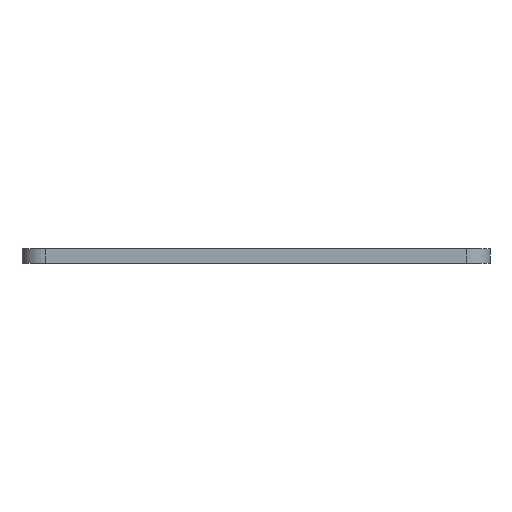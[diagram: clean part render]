
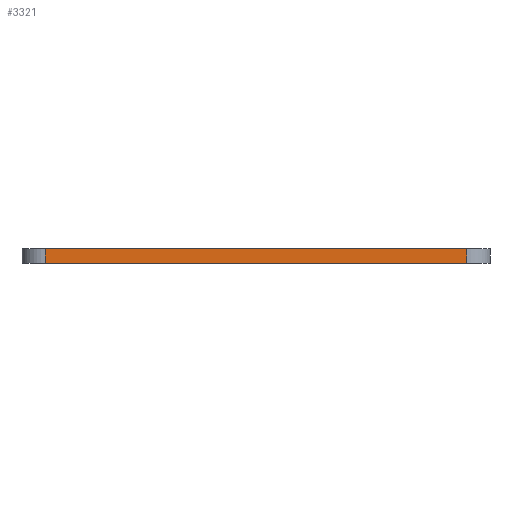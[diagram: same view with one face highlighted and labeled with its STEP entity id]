
A CAD part, front view. The second image highlights one B-rep face of the part: STEP entity #3321.
In plain terms, the highlighted planar face has unit normal (0, -1, 0).
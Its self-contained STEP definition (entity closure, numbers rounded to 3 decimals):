
#83 = PLANE('',#84);
#84 = AXIS2_PLACEMENT_3D('',#85,#86,#87);
#85 = CARTESIAN_POINT('',(148.442,-105.004,1.6));
#86 = DIRECTION('',(-0.,-0.,-1.));
#87 = DIRECTION('',(-1.,0.,0.));
#137 = PLANE('',#138);
#138 = AXIS2_PLACEMENT_3D('',#139,#140,#141);
#139 = CARTESIAN_POINT('',(148.442,-105.004,0.));
#140 = DIRECTION('',(-0.,-0.,-1.));
#141 = DIRECTION('',(-1.,0.,0.));
#170 = CYLINDRICAL_SURFACE('',#171,2.54);
#171 = AXIS2_PLACEMENT_3D('',#172,#173,#174);
#172 = CARTESIAN_POINT('',(125.641,-113.894,0.));
#173 = DIRECTION('',(-0.,-0.,-1.));
#174 = DIRECTION('',(1.,0.,-0.));
#480 = VERTEX_POINT('',#481);
#481 = CARTESIAN_POINT('',(171.361,-116.434,0.));
#500 = CYLINDRICAL_SURFACE('',#501,2.54);
#501 = AXIS2_PLACEMENT_3D('',#502,#503,#504);
#502 = CARTESIAN_POINT('',(171.361,-113.894,0.));
#503 = DIRECTION('',(-0.,-0.,-1.));
#504 = DIRECTION('',(1.,0.,-0.));
#512 = EDGE_CURVE('',#480,#513,#515,.T.);
#513 = VERTEX_POINT('',#514);
#514 = CARTESIAN_POINT('',(125.641,-116.434,0.));
#515 = SURFACE_CURVE('',#516,(#520,#527),.PCURVE_S1.);
#516 = LINE('',#517,#518);
#517 = CARTESIAN_POINT('',(171.361,-116.434,0.));
#518 = VECTOR('',#519,1.);
#519 = DIRECTION('',(-1.,0.,0.));
#520 = PCURVE('',#137,#521);
#521 = DEFINITIONAL_REPRESENTATION('',(#522),#526);
#522 = LINE('',#523,#524);
#523 = CARTESIAN_POINT('',(-22.919,-11.43));
#524 = VECTOR('',#525,1.);
#525 = DIRECTION('',(1.,0.));
#526 = ( GEOMETRIC_REPRESENTATION_CONTEXT(2) 
PARAMETRIC_REPRESENTATION_CONTEXT() REPRESENTATION_CONTEXT('2D SPACE',''
  ) );
#527 = PCURVE('',#528,#533);
#528 = PLANE('',#529);
#529 = AXIS2_PLACEMENT_3D('',#530,#531,#532);
#530 = CARTESIAN_POINT('',(171.361,-116.434,0.));
#531 = DIRECTION('',(0.,-1.,0.));
#532 = DIRECTION('',(-1.,0.,0.));
#533 = DEFINITIONAL_REPRESENTATION('',(#534),#538);
#534 = LINE('',#535,#536);
#535 = CARTESIAN_POINT('',(0.,0.));
#536 = VECTOR('',#537,1.);
#537 = DIRECTION('',(1.,0.));
#538 = ( GEOMETRIC_REPRESENTATION_CONTEXT(2) 
PARAMETRIC_REPRESENTATION_CONTEXT() REPRESENTATION_CONTEXT('2D SPACE',''
  ) );
#2051 = VERTEX_POINT('',#2052);
#2052 = CARTESIAN_POINT('',(171.361,-116.434,1.6));
#2078 = EDGE_CURVE('',#2051,#2079,#2081,.T.);
#2079 = VERTEX_POINT('',#2080);
#2080 = CARTESIAN_POINT('',(125.641,-116.434,1.6));
#2081 = SURFACE_CURVE('',#2082,(#2086,#2093),.PCURVE_S1.);
#2082 = LINE('',#2083,#2084);
#2083 = CARTESIAN_POINT('',(171.361,-116.434,1.6));
#2084 = VECTOR('',#2085,1.);
#2085 = DIRECTION('',(-1.,0.,0.));
#2086 = PCURVE('',#83,#2087);
#2087 = DEFINITIONAL_REPRESENTATION('',(#2088),#2092);
#2088 = LINE('',#2089,#2090);
#2089 = CARTESIAN_POINT('',(-22.919,-11.43));
#2090 = VECTOR('',#2091,1.);
#2091 = DIRECTION('',(1.,0.));
#2092 = ( GEOMETRIC_REPRESENTATION_CONTEXT(2) 
PARAMETRIC_REPRESENTATION_CONTEXT() REPRESENTATION_CONTEXT('2D SPACE',''
  ) );
#2093 = PCURVE('',#528,#2094);
#2094 = DEFINITIONAL_REPRESENTATION('',(#2095),#2099);
#2095 = LINE('',#2096,#2097);
#2096 = CARTESIAN_POINT('',(0.,-1.6));
#2097 = VECTOR('',#2098,1.);
#2098 = DIRECTION('',(1.,0.));
#2099 = ( GEOMETRIC_REPRESENTATION_CONTEXT(2) 
PARAMETRIC_REPRESENTATION_CONTEXT() REPRESENTATION_CONTEXT('2D SPACE',''
  ) );
#3273 = EDGE_CURVE('',#513,#2079,#3274,.T.);
#3274 = SURFACE_CURVE('',#3275,(#3279,#3286),.PCURVE_S1.);
#3275 = LINE('',#3276,#3277);
#3276 = CARTESIAN_POINT('',(125.641,-116.434,0.));
#3277 = VECTOR('',#3278,1.);
#3278 = DIRECTION('',(0.,0.,1.));
#3279 = PCURVE('',#170,#3280);
#3280 = DEFINITIONAL_REPRESENTATION('',(#3281),#3285);
#3281 = LINE('',#3282,#3283);
#3282 = CARTESIAN_POINT('',(-4.712,0.));
#3283 = VECTOR('',#3284,1.);
#3284 = DIRECTION('',(-0.,-1.));
#3285 = ( GEOMETRIC_REPRESENTATION_CONTEXT(2) 
PARAMETRIC_REPRESENTATION_CONTEXT() REPRESENTATION_CONTEXT('2D SPACE',''
  ) );
#3286 = PCURVE('',#528,#3287);
#3287 = DEFINITIONAL_REPRESENTATION('',(#3288),#3292);
#3288 = LINE('',#3289,#3290);
#3289 = CARTESIAN_POINT('',(45.72,0.));
#3290 = VECTOR('',#3291,1.);
#3291 = DIRECTION('',(0.,-1.));
#3292 = ( GEOMETRIC_REPRESENTATION_CONTEXT(2) 
PARAMETRIC_REPRESENTATION_CONTEXT() REPRESENTATION_CONTEXT('2D SPACE',''
  ) );
#3321 = ADVANCED_FACE('',(#3322),#528,.T.);
#3322 = FACE_BOUND('',#3323,.T.);
#3323 = EDGE_LOOP('',(#3324,#3345,#3346,#3347));
#3324 = ORIENTED_EDGE('',*,*,#3325,.T.);
#3325 = EDGE_CURVE('',#480,#2051,#3326,.T.);
#3326 = SURFACE_CURVE('',#3327,(#3331,#3338),.PCURVE_S1.);
#3327 = LINE('',#3328,#3329);
#3328 = CARTESIAN_POINT('',(171.361,-116.434,0.));
#3329 = VECTOR('',#3330,1.);
#3330 = DIRECTION('',(0.,0.,1.));
#3331 = PCURVE('',#528,#3332);
#3332 = DEFINITIONAL_REPRESENTATION('',(#3333),#3337);
#3333 = LINE('',#3334,#3335);
#3334 = CARTESIAN_POINT('',(0.,0.));
#3335 = VECTOR('',#3336,1.);
#3336 = DIRECTION('',(0.,-1.));
#3337 = ( GEOMETRIC_REPRESENTATION_CONTEXT(2) 
PARAMETRIC_REPRESENTATION_CONTEXT() REPRESENTATION_CONTEXT('2D SPACE',''
  ) );
#3338 = PCURVE('',#500,#3339);
#3339 = DEFINITIONAL_REPRESENTATION('',(#3340),#3344);
#3340 = LINE('',#3341,#3342);
#3341 = CARTESIAN_POINT('',(-4.712,0.));
#3342 = VECTOR('',#3343,1.);
#3343 = DIRECTION('',(-0.,-1.));
#3344 = ( GEOMETRIC_REPRESENTATION_CONTEXT(2) 
PARAMETRIC_REPRESENTATION_CONTEXT() REPRESENTATION_CONTEXT('2D SPACE',''
  ) );
#3345 = ORIENTED_EDGE('',*,*,#2078,.T.);
#3346 = ORIENTED_EDGE('',*,*,#3273,.F.);
#3347 = ORIENTED_EDGE('',*,*,#512,.F.);
